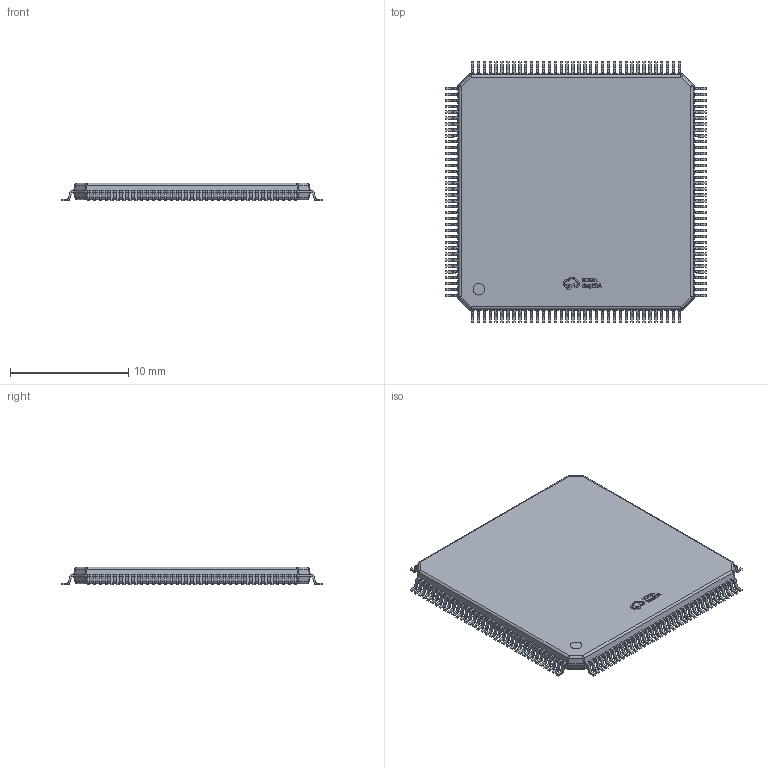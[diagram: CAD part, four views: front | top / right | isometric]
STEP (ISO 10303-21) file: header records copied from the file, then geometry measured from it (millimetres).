
FILE_DESCRIPTION(/* description */ ('Designed by EasyEDA Pro'),/* implementation_level */ '2;1');
FILE_NAME(/* name */ 'LQFP144-20x20.step',/* time_stamp */ '2025-04-08T18:00:35+08:00',/* author */ (''),/* organization */ (''),/* preprocessor_version */ 'ST-DEVELOPER v20.1',/* originating_system */ 'Autodesk Translation Framework v14.4.0.0',/* authorisation */ '');
FILE_SCHEMA (('AUTOMOTIVE_DESIGN { 1 0 10303 214 3 1 1 }'));
Products named in the file (3): Zi10-PCBModel; Zi10-Board; Zi10-U1-LQFP-144_L20.0-W20.0-P0.50-LS22.0-BL
Assembly tree (2 placements, depth 2):
  Zi10-PCBModel
    Zi10-Board
    Zi10-U1-LQFP-144_L20.0-W20.0-P0.50-LS22.0-BL
Bounding box: 22 x 22 x 1.5 mm (x, y, z)
Volume: 556.4 mm3; surface area: 1027.8 mm2
Topology: 1 solids, 1 shells, 2324 faces, 6282 edges, 3980 vertices
Faces by surface type: plane 1593, cylinder 617, bspline 98, sphere 16
Full cylindrical faces by diameter (mm): 0.969 x1
Entity records: 74618 total; most frequent: CARTESIAN_POINT 13633, ORIENTED_EDGE 12564, DIRECTION 11934, EDGE_CURVE 6282, LINE 4868, VECTOR 4868, VERTEX_POINT 3980, AXIS2_PLACEMENT_3D 3533
